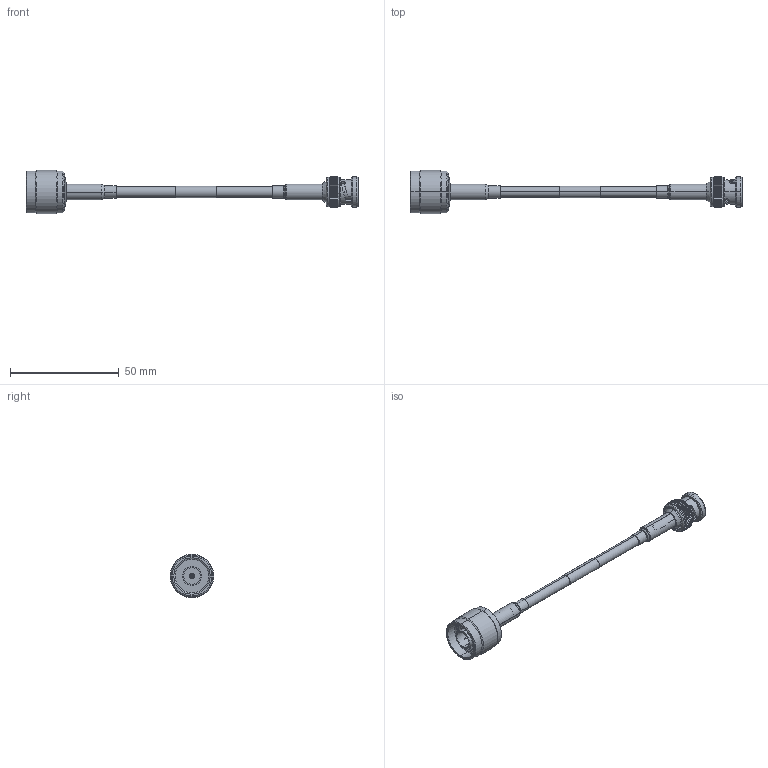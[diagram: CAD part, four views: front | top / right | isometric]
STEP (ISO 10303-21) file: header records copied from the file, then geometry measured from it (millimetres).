
FILE_DESCRIPTION (( 'STEP AP203' ), '1' );
FILE_NAME ('LCCA30675.STEP', '2020-09-25T06:15:41', ( '' ), ( '' ), 'SwSTEP 2.0', 'SolidWorks 2018', '' );
FILE_SCHEMA (( 'CONFIG_CONTROL_DESIGN' ));
Length unit declared in the file: inch
Products named in the file (10): LCCA30675; CA-195R-MA1_.195"x1"; ANM-1700_NO PIN; ANM-1700-MA1; ANM-1700-MA3; ABM-1700_CRIMPED; ANM-1700-MA2; Part3^LCCA30675; RG58C-PROD; ANM-1700
Assembly tree (10 placements, depth 3):
  LCCA30675
    RG58C-PROD
    Part3^LCCA30675
    ANM-1700
      ANM-1700_NO PIN
      ANM-1700-MA2
      ANM-1700-MA1
      ANM-1700-MA3
    CA-195R-MA1_.195"x1"  x2
    ABM-1700_CRIMPED
Bounding box: 152.4 x 20 x 20 mm (x, y, z)
Volume: 7728.4 mm3; surface area: 10723 mm2
Topology: 11 solids, 11 shells, 658 faces, 1467 edges, 859 vertices
Faces by surface type: cylinder 221, cone 203, plane 202, torus 16, bspline 12, sphere 4
Entity records: 20339 total; most frequent: CARTESIAN_POINT 5402, DIRECTION 2955, ORIENTED_EDGE 2842, EDGE_CURVE 1421, AXIS2_PLACEMENT_3D 1238, VERTEX_POINT 835, EDGE_LOOP 688, FACE_OUTER_BOUND 636
